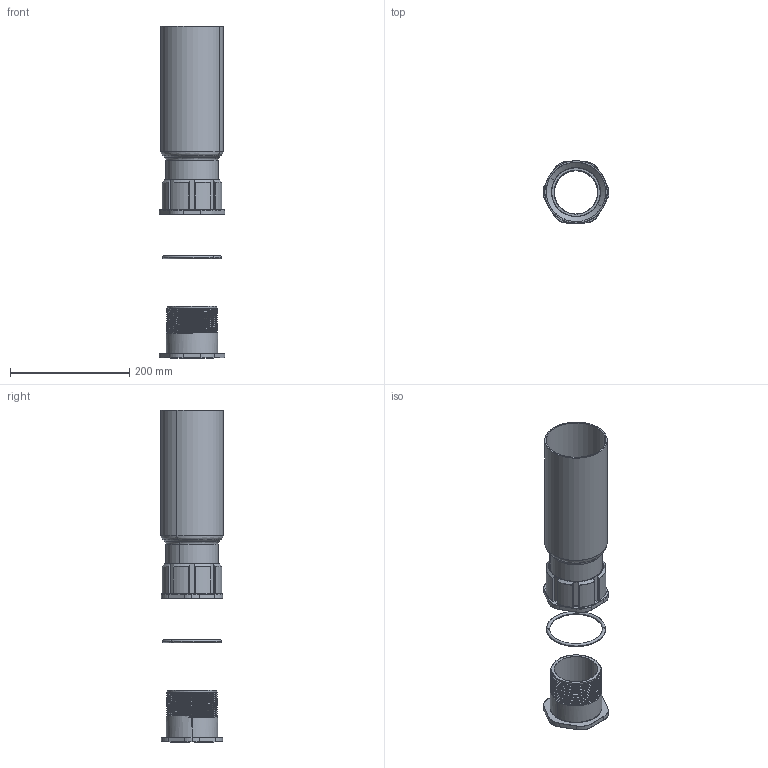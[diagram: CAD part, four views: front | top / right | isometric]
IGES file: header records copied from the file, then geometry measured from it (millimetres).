
Start section: SolidWorks IGES file using analytic representation for surfaces
Global section: file name: NUS-5XLN.IGS; native system: SolidWorks 2013; preprocessor: SolidWorks 2013; author: user; date: 140730.132604; units: inch
Bounding box: 110.63 x 104.74 x 556.95 mm (x, y, z)
Surface area: 301196.7 mm2 (no closed solid volume)
Topology: 0 solids, 0 shells, 424 faces, 7600 edges, 7600 vertices
Faces by surface type: revolution 267, bspline 157
